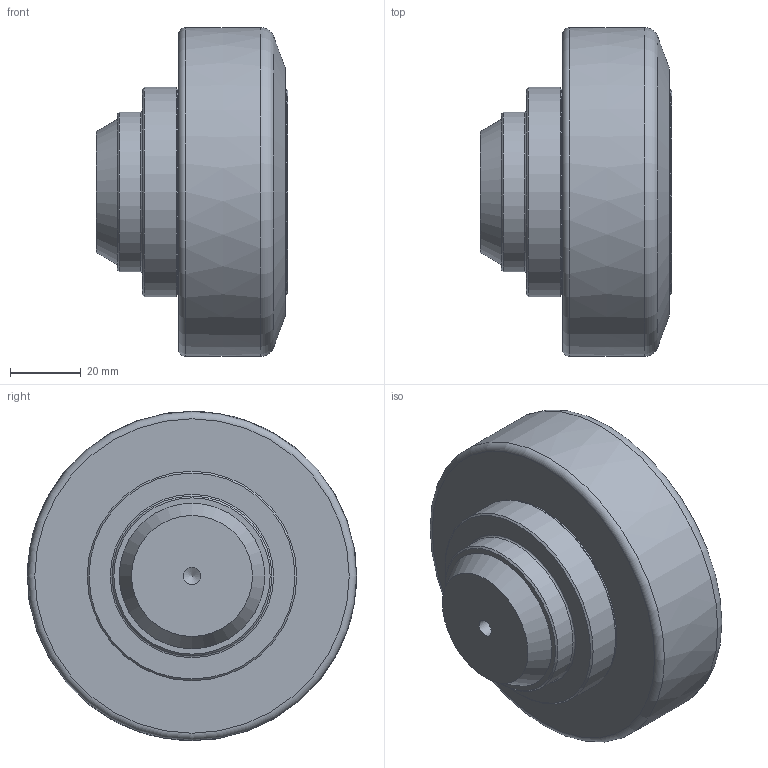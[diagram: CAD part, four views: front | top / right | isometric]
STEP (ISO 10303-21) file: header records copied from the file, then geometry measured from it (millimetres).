
FILE_DESCRIPTION(/* description */ ('-','CAx-IF Rec.Pracs.---Representation and Presentation of Product Manufacturing Information (PMI)---4.0---2014-10-13'),/* implementation_level */ '2;1');
FILE_NAME(/* name */ '868b93df-4d43-473d-94f3-a1291f93b73e.stp',/* time_stamp */ '2020-06-24T16:33:49+02:00',/* author */ ('-'),/* organization */ ('NTI CADcenter A/S'),/* preprocessor_version */ 'ST-DEVELOPER v18',/* originating_system */ 'Autodesk Inventor 2020',/* authorisation */ '-');
FILE_SCHEMA (('AP242_MANAGED_MODEL_BASED_3D_ENGINEERING_MIM_LF { 1 0 10303 442 1 1 4 }'));
Length unit declared in the file: millimetre
Products named in the file (1): PT090.0460_Kontur
Bounding box: 54 x 92.71 x 92.71 mm (x, y, z)
Volume: 212154.1 mm3; surface area: 42550.1 mm2
Topology: 2 solids, 2 shells, 86 faces, 238 edges, 172 vertices
Faces by surface type: plane 41, cylinder 26, cone 11, torus 7, bspline 1
Full cylindrical faces by diameter (mm): 3 x3, 4.917 x1, 8 x3, 8.6 x3, 45 x1, 50 x1, 55.3 x1, 55.8 x1, 57.8 x1, 58.5 x2, 59 x1, 60 x1, 61.8 x1, 63 x2, 65 x2, 70 x1
Entity records: 3275 total; most frequent: CARTESIAN_POINT 778, DIRECTION 518, ORIENTED_EDGE 474, EDGE_CURVE 237, AXIS2_PLACEMENT_3D 213, VERTEX_POINT 172, CIRCLE 127, EDGE_LOOP 111
